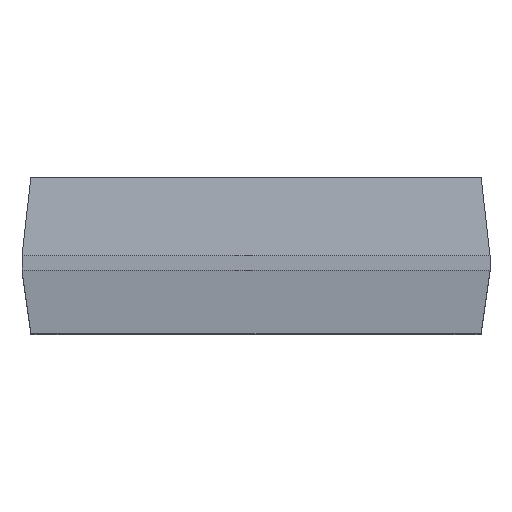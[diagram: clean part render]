
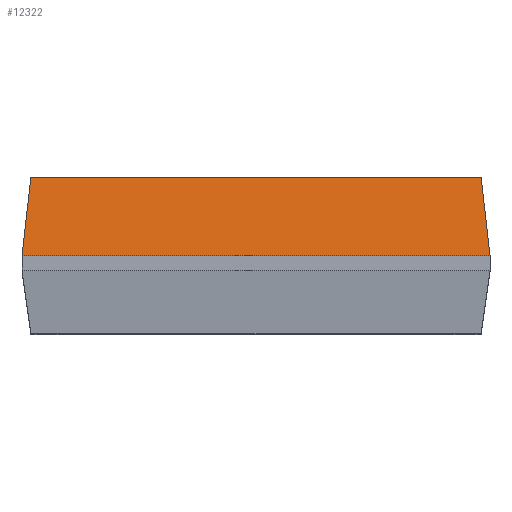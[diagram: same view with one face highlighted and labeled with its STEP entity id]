
A CAD part, top view. The second image highlights one B-rep face of the part: STEP entity #12322.
In plain terms, the highlighted planar face has unit normal (0, 0.112, 0.994).
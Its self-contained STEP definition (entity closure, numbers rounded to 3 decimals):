
#59 = AXIS2_PLACEMENT_3D ( 'NONE', #11038, #4939, #6149 ) ;
#354 = LINE ( 'NONE', #7351, #9210 ) ;
#557 = VECTOR ( 'NONE', #8613, 1000. ) ;
#576 = ORIENTED_EDGE ( 'NONE', *, *, #7683, .T. ) ;
#767 = EDGE_CURVE ( 'NONE', #11103, #7366, #2754, .T. ) ;
#1957 = CARTESIAN_POINT ( 'NONE',  ( 0., -0.005, 20.7 ) ) ;
#2265 = ORIENTED_EDGE ( 'NONE', *, *, #767, .F. ) ;
#2519 = EDGE_LOOP ( 'NONE', ( #576, #8805, #7850, #2265 ) ) ;
#2571 = CARTESIAN_POINT ( 'NONE',  ( -7.935, -0.005, 20.7 ) ) ;
#2754 = LINE ( 'NONE', #1957, #11876 ) ;
#3215 = CARTESIAN_POINT ( 'NONE',  ( -7.935, -0.005, 20.7 ) ) ;
#3244 = CARTESIAN_POINT ( 'NONE',  ( 7.635, 2.655, 20.4 ) ) ;
#4322 = DIRECTION ( 'NONE',  ( -0.111, 0.988, -0.111 ) ) ;
#4336 = CARTESIAN_POINT ( 'NONE',  ( -7.935, 2.655, 20.4 ) ) ;
#4939 = DIRECTION ( 'NONE',  ( 0., -0.112, -0.994 ) ) ;
#5290 = LINE ( 'NONE', #4336, #10287 ) ;
#6149 = DIRECTION ( 'NONE',  ( -1., 0., 0. ) ) ;
#6757 = PLANE ( 'NONE',  #59 ) ;
#6830 = DIRECTION ( 'NONE',  ( -1., 0., 0. ) ) ;
#6933 = CARTESIAN_POINT ( 'NONE',  ( -7.635, 2.655, 20.4 ) ) ;
#6972 = VERTEX_POINT ( 'NONE', #6933 ) ;
#7104 = CARTESIAN_POINT ( 'NONE',  ( 7.935, -0.005, 20.7 ) ) ;
#7351 = CARTESIAN_POINT ( 'NONE',  ( 7.639, 2.622, 20.404 ) ) ;
#7366 = VERTEX_POINT ( 'NONE', #3215 ) ;
#7408 = EDGE_CURVE ( 'NONE', #6972, #12753, #5290, .T. ) ;
#7683 = EDGE_CURVE ( 'NONE', #11103, #12753, #354, .T. ) ;
#7850 = ORIENTED_EDGE ( 'NONE', *, *, #12816, .T. ) ;
#8613 = DIRECTION ( 'NONE',  ( -0.111, -0.988, 0.111 ) ) ;
#8805 = ORIENTED_EDGE ( 'NONE', *, *, #7408, .F. ) ;
#9210 = VECTOR ( 'NONE', #4322, 1000. ) ;
#9520 = DIRECTION ( 'NONE',  ( 1., 0., 0. ) ) ;
#9743 = LINE ( 'NONE', #2571, #557 ) ;
#10287 = VECTOR ( 'NONE', #9520, 1000. ) ;
#10978 = FACE_OUTER_BOUND ( 'NONE', #2519, .T. ) ;
#11038 = CARTESIAN_POINT ( 'NONE',  ( 0., -0.005, 20.7 ) ) ;
#11103 = VERTEX_POINT ( 'NONE', #7104 ) ;
#11876 = VECTOR ( 'NONE', #6830, 1000. ) ;
#12322 = ADVANCED_FACE ( 'NONE', ( #10978 ), #6757, .F. ) ;
#12753 = VERTEX_POINT ( 'NONE', #3244 ) ;
#12816 = EDGE_CURVE ( 'NONE', #6972, #7366, #9743, .T. ) ;
